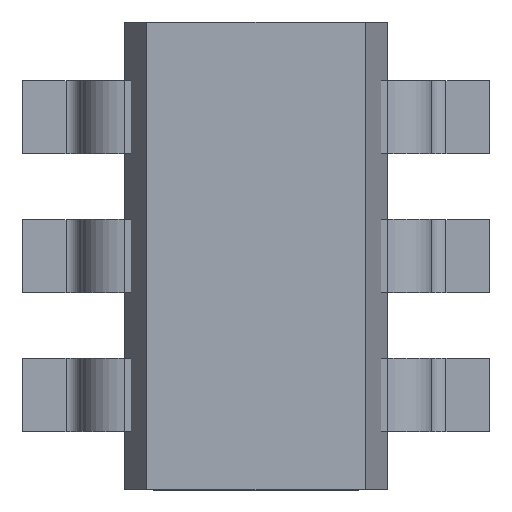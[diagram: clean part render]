
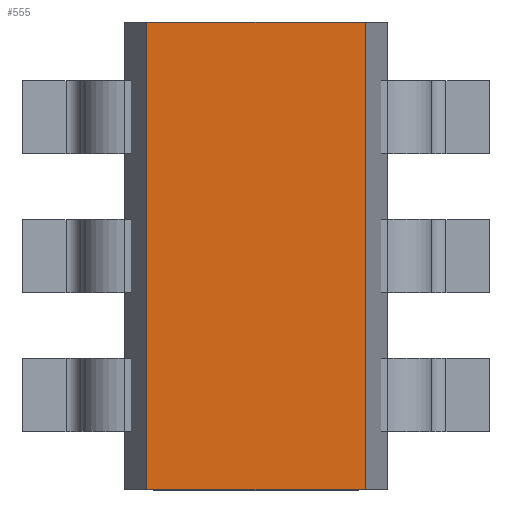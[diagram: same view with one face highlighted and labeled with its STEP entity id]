
A CAD part, top view. The second image highlights one B-rep face of the part: STEP entity #555.
In plain terms, the highlighted planar face has unit normal (0, 0, 1).
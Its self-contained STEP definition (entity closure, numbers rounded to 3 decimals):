
#124 = AXIS2_PLACEMENT_3D ( 'NONE', #723, #724, #725 ) ;
#143 = ORIENTED_EDGE ( 'NONE', *, *, #569, .T. ) ;
#169 = VERTEX_POINT ( 'NONE', #332 ) ;
#171 = VERTEX_POINT ( 'NONE', #269 ) ;
#174 = VERTEX_POINT ( 'NONE', #345 ) ;
#186 = VERTEX_POINT ( 'NONE', #339 ) ;
#209 = EDGE_LOOP ( 'NONE', ( #143, #211, #212, #213 ) ) ;
#211 = ORIENTED_EDGE ( 'NONE', *, *, #570, .F. ) ;
#212 = ORIENTED_EDGE ( 'NONE', *, *, #571, .F. ) ;
#213 = ORIENTED_EDGE ( 'NONE', *, *, #565, .T. ) ;
#269 = CARTESIAN_POINT ( 'NONE',  ( -0.747, 1.6, 1.4 ) ) ;
#332 = CARTESIAN_POINT ( 'NONE',  ( -0.747, -1.6, 1.4 ) ) ;
#339 = CARTESIAN_POINT ( 'NONE',  ( 0.747, 1.6, 1.4 ) ) ;
#345 = CARTESIAN_POINT ( 'NONE',  ( 0.747, -1.6, 1.4 ) ) ;
#555 = ADVANCED_FACE ( 'NONE', ( #713 ), #698, .F. ) ;
#565 = EDGE_CURVE ( 'NONE', #171, #169, #797, .T. ) ;
#569 = EDGE_CURVE ( 'NONE', #169, #174, #809, .T. ) ;
#570 = EDGE_CURVE ( 'NONE', #186, #174, #812, .T. ) ;
#571 = EDGE_CURVE ( 'NONE', #171, #186, #802, .T. ) ;
#698 = PLANE ( 'NONE',  #124 ) ;
#713 = FACE_OUTER_BOUND ( 'NONE', #209, .T. ) ;
#723 = CARTESIAN_POINT ( 'NONE',  ( 0.747, 1.6, 1.4 ) ) ;
#724 = DIRECTION ( 'NONE',  ( 0., 0., -1. ) ) ;
#725 = DIRECTION ( 'NONE',  ( -1., 0., 0. ) ) ;
#797 = LINE ( 'NONE', #799, #879 ) ;
#799 = CARTESIAN_POINT ( 'NONE',  ( -0.747, 1.6, 1.4 ) ) ;
#800 = DIRECTION ( 'NONE',  ( 0., -1., 0. ) ) ;
#802 = LINE ( 'NONE', #816, #882 ) ;
#809 = LINE ( 'NONE', #810, #883 ) ;
#810 = CARTESIAN_POINT ( 'NONE',  ( 0.747, -1.6, 1.4 ) ) ;
#811 = DIRECTION ( 'NONE',  ( 1., 0., 0. ) ) ;
#812 = LINE ( 'NONE', #814, #884 ) ;
#814 = CARTESIAN_POINT ( 'NONE',  ( 0.747, 1.6, 1.4 ) ) ;
#815 = DIRECTION ( 'NONE',  ( 0., -1., 0. ) ) ;
#816 = CARTESIAN_POINT ( 'NONE',  ( 0.747, 1.6, 1.4 ) ) ;
#817 = DIRECTION ( 'NONE',  ( 1., 0., 0. ) ) ;
#879 = VECTOR ( 'NONE', #800, 1000. ) ;
#882 = VECTOR ( 'NONE', #817, 1000. ) ;
#883 = VECTOR ( 'NONE', #811, 1000. ) ;
#884 = VECTOR ( 'NONE', #815, 1000. ) ;
